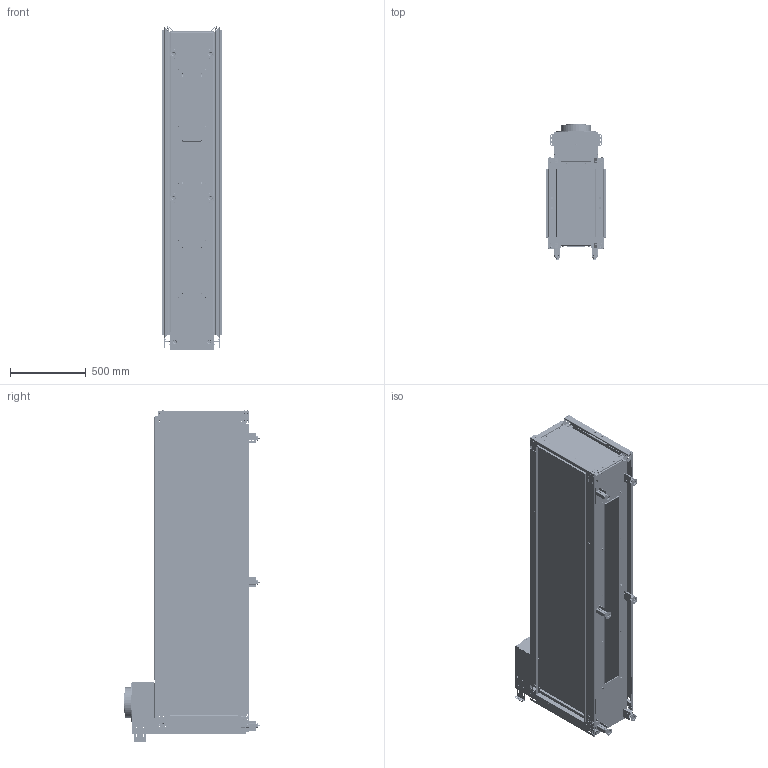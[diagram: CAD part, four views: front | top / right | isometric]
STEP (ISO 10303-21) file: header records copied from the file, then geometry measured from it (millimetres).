
FILE_DESCRIPTION (( 'STEP AP214' ), '1' );
FILE_NAME ('Fire_Assembly_BM-2000-RD-Tunnel.STEP', '2026-01-19T15:47:05', ( '' ), ( '' ), 'SwSTEP 2.0', 'SolidWorks 2025', '' );
FILE_SCHEMA (( 'AUTOMOTIVE_DESIGN' ));
Length unit declared in the file: millimetre
Products named in the file (63): Flue_Gasket_Outer_DuraVent_8_Inch; Frame_Front_Assy_Chaz_RD_Mirror_LH Tunnel Chaz 200; Window_Clamp_Top_Peis_01; Window_Blank_End_Folding_Top_Tunnel_Chaz_Tunnel Bottom; Frame_Front_Assy_Chaz_RD_RH Tunnel Chaz 200; Delayed_Ignition_Rib_Chaz_150; Foot_Folding_RV; Lining_Clamp_Lower_Peis_01; M5_Hex_Hd_Flange_Bolt_M5 x 12 Hex Hd Flange Bolt; Frame_Support_Assy_Rear_Peis_01_VL65; Base_Folding_Chaz_RD_200; Frame_Rear_Folding_Chaz_RD_Chaz Tunnel; Frame_Front_Folding_Chaz_RD_Chaz 200 RH Tunnel; Delayed_Ignition_Flap_Top_Chaz_150; M5_PEM_Fixing_M5x10 PEM Fixing; Fire_Assembly_BM-2000-RD-Tunnel; M8_Adjustable_Metal_Feet_Ø50 M8 x 50 Bolt Down; M6_Hexsert_M6 Hexsert; Mirror_Frame_Front_Folding_Chaz_RD_Chaz 200 LH Tunnel; Delayed_Ignition_Sub-Assembly_Chaz_150; Leg_Backing_Alt_RV; Window_Trim_Chaz_200 Tunnel; Flue_Outer_Ring_Ø200_Flue Outer Ring Ø200 x 40 Bofill; Delayed_Ignition_Sub-Assy_Top_Chaz_150; Baffle_Top_Folding_Chaz_RD_200 RD inc Flue Sample; Frame_Corner_Folding_Chaz_Chaz Tunnel; Window_Blank_Kit_Tunnel_Chaz_Chaz Tunnel; Flue_Gasket_Inner_DuraVent_5Inch; Leg_Folding_Front_Alt_RV; Firebox_Weldment_Chaz_RD_200 RD inc Flue Sample; Frame_Support_Bracket_Rear_Peis_01_Wide VL65; M5_Hexsert_M5 Hexsert; Frame_Support_Bracket_Assy_Chaz_Chaz; Frame_Corner_Assy_Chaz_Chaz Tunnel; Flue_Adapter_Non-DuraVent_Ø130_Bofill; Flue_Adapter_Assy_Non-DuraVent_Ø200_Flue Outer Ring Ø200 x 40 Bofill; Fire_Assy_Chaz_100_RD_with_Frames_Chaz 200 Tunnel Inc Flue Sample - Simplified for STEP; Window_Blank_Weldment_Tunnel_Chaz_Chaz; Leg_Sub-Assy_Alt_RV; Window_Trim_Chaz_Front_Vertical_Pano 2000 Tunnel ...
Assembly tree (252 placements, depth 6):
  Fire_Assembly_BM-2000-RD-Tunnel
    Fire_Assy_Chaz_100_RD_with_Frames_Chaz 200 Tunnel Inc Flue Sample - Simplified for STEP
      Fire_Assy_Chaz_100_RD_Chaz 200  RD inc Flue Sample Bofill - Simplified for STEP
        Firebox_Weldment_Chaz_RD_200 RD inc Flue Sample
          Firebox_Base_Sub-Assy_Chaz_RD_200
            Base_Folding_Chaz_RD_200
            M6_Hexsert_M6 Hexsert  x10
            M5_Hexsert_M5 Hexsert  x26
          Firebox_Baffle_Sub-Assy_Chaz_RD_200 RD inc Flue Sample
            Baffle_Folding_Chaz_RD_200 RD inc Flue Sample
            M5_Hexsert_M5 Hexsert  x52
            M5_PEM_Fixing_M5x10 PEM Fixing  x14
          Baffle_Top_Sub-Assy_Chaz_RD_200 RD inc Flue Sample
            Baffle_Top_Folding_Chaz_RD_200 RD inc Flue Sample
            M5_Hexsert_M5 Hexsert  x8
            M6_Hexsert_M6 Hexsert  x4
          Leg_Sub-Assy_Alt_RV  x6
            Leg_Folding_Front_Alt_RV
            Leg_Backing_Alt_RV
        Flue_Gasket_Outer_DuraVent_8_Inch
        Flue_Gasket_Inner_DuraVent_5Inch
        Flue_Connection_Kit_Bofill_130-200 250 Offset (Chazelles 200 RD) - Adapter Supressed for STEP
          Flue_Adapter_Assy_Non-DuraVent_Ø200_Flue Outer Ring Ø200 x 40 Bofill
            Flue_Adapter_Non-DuraVent_Ø200
            Flue_Outer_Ring_Ø200_Flue Outer Ring Ø200 x 40 Bofill
          Flue_Adapter_Assy_Non-DuraVent_Ø130_Flue Inner Ø130 x 305 lg Bofill
            Flue_Adapter_Non-DuraVent_Ø130_Bofill
            Flue_Inner_Ø130_Non-DuraVent_Adapter_Flue Inner Ø130 x 305 lg Bofill
        Delayed_Ignition_Sub-Assy_Top_Chaz_150  x2
          Delayed_Ignition_Gasket_Top_Chaz_150
          Delayed_Ignition_Sub-Assembly_Chaz_150
            Delayed_Ignition_Flap_Top_Chaz_150
            Delayed_Ignition_Rib_Chaz_150
        Fixing_Bracket_Peis_02  x2
        Foot_Assy_Sub-Assy_RV  x6
          Foot_Folding_RV
          M8_Nutsert
        M8_Adjustable_Metal_Feet_Ø50 M8 x 50 Bolt Down  x6
      Glass_Panel_Chaz_Side RD Panel Chaz 200  x2
      Window_Blank_Kit_Tunnel_Chaz_Chaz Tunnel
        Window_Blank_Weldment_Tunnel_Chaz_Chaz
          Window_Blank_Folding_Tunnel_Folding_Chaz Tunnel
          Window_Blank_End_Folding_Top_Tunnel_Chaz_Tunnel Top  x2
          M5_Hexsert_M5 Hexsert  x4
          Lining_Clamp_Lower_Peis_01
          Window_Blank_End_Folding_Top_Tunnel_Chaz_Tunnel Bottom  x2
        M5_Hex_Hd_Flange_Bolt_M5 x 12 Hex Hd Flange Bolt  x4
        Window_Clamp_Top_Peis_01  x2
        M5_Machine_Screw_Cross_Hd_M5 x 25 Pan Hd (Cross) Machine Screw SS  x4
      Frame_Front_Assy_Chaz_RD_RH Tunnel Chaz 200  x2
        Frame_Front_Folding_Chaz_RD_Chaz 200 RH Tunnel
        M5_PEM_Fixing_M5x10 PEM Fixing
      Frame_Front_Assy_Chaz_RD_Mirror_LH Tunnel Chaz 200  x2
        Mirror_Frame_Front_Folding_Chaz_RD_Chaz 200 LH Tunnel
        M5_PEM_Fixing_M5x10 PEM Fixing
      Frame_Rear_Assy_Chaz_R_Chaz Tunnel  x2
        Frame_Rear_Folding_Chaz_RD_Chaz Tunnel
        M5_PEM_Fixing_M5x10 PEM Fixing
      Frame_Corner_Assy_Chaz_Chaz Tunnel  x2
        Frame_Corner_Folding_Chaz_Chaz Tunnel
Bounding box: 399 x 902.8 x 2190.5 mm (x, y, z)
Volume: 16714611.6 mm3; surface area: 13718703.5 mm2
Topology: 271 solids, 271 shells, 18052 faces, 46454 edges, 29390 vertices
Faces by surface type: plane 11926, cylinder 4134, cone 1374, torus 374, bspline 236, sphere 8
Entity records: 111890 total; most frequent: CARTESIAN_POINT 23449, ORIENTED_EDGE 17884, DIRECTION 17428, EDGE_CURVE 8942, VECTOR 6842, LINE 6842, VERTEX_POINT 5579, AXIS2_PLACEMENT_3D 5293
